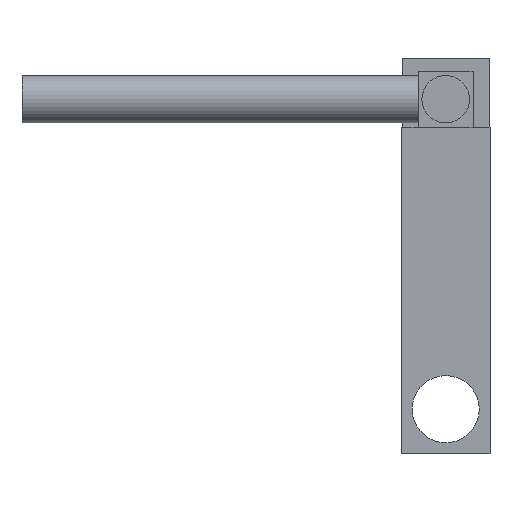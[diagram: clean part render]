
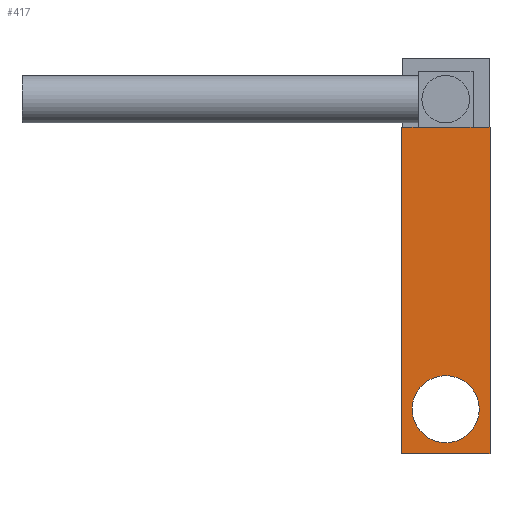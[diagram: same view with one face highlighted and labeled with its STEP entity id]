
A CAD part, left-side view. The second image highlights one B-rep face of the part: STEP entity #417.
In plain terms, the highlighted planar face has unit normal (-1, 0, 0).
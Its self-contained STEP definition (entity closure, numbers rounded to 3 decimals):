
#15=FACE_BOUND('',#74,.T.);
#26=PLANE('',#458);
#48=FACE_OUTER_BOUND('',#73,.T.);
#73=EDGE_LOOP('',(#316,#317,#318,#319,#320,#321));
#74=EDGE_LOOP('',(#322));
#104=LINE('',#615,#152);
#105=LINE('',#618,#153);
#109=LINE('',#627,#157);
#114=LINE('',#636,#162);
#115=LINE('',#638,#163);
#116=LINE('',#639,#164);
#152=VECTOR('',#498,10.);
#153=VECTOR('',#501,10.);
#157=VECTOR('',#507,10.);
#162=VECTOR('',#514,10.);
#163=VECTOR('',#517,10.);
#164=VECTOR('',#518,10.);
#196=CIRCLE('',#452,2.117);
#204=VERTEX_POINT('',#602);
#207=VERTEX_POINT('',#609);
#209=VERTEX_POINT('',#613);
#210=VERTEX_POINT('',#617);
#212=VERTEX_POINT('',#623);
#214=VERTEX_POINT('',#626);
#217=VERTEX_POINT('',#634);
#240=EDGE_CURVE('',#204,#204,#196,.T.);
#246=EDGE_CURVE('',#207,#209,#104,.T.);
#247=EDGE_CURVE('',#207,#210,#105,.T.);
#251=EDGE_CURVE('',#212,#214,#109,.T.);
#256=EDGE_CURVE('',#217,#212,#114,.T.);
#257=EDGE_CURVE('',#210,#217,#115,.T.);
#258=EDGE_CURVE('',#214,#209,#116,.T.);
#316=ORIENTED_EDGE('',*,*,#257,.F.);
#317=ORIENTED_EDGE('',*,*,#247,.F.);
#318=ORIENTED_EDGE('',*,*,#246,.T.);
#319=ORIENTED_EDGE('',*,*,#258,.F.);
#320=ORIENTED_EDGE('',*,*,#251,.F.);
#321=ORIENTED_EDGE('',*,*,#256,.F.);
#322=ORIENTED_EDGE('',*,*,#240,.T.);
#417=ADVANCED_FACE('',(#48,#15),#26,.T.);
#452=AXIS2_PLACEMENT_3D('',#603,#488,#489);
#458=AXIS2_PLACEMENT_3D('',#637,#515,#516);
#488=DIRECTION('center_axis',(1.,0.,0.));
#489=DIRECTION('ref_axis',(0.,-1.,0.));
#498=DIRECTION('',(0.,0.,-1.));
#501=DIRECTION('',(0.,-1.,0.));
#507=DIRECTION('',(0.,0.,-1.));
#514=DIRECTION('',(0.,-1.,0.));
#515=DIRECTION('center_axis',(-1.,0.,0.));
#516=DIRECTION('ref_axis',(0.,1.,0.));
#517=DIRECTION('',(0.,-1.,0.));
#518=DIRECTION('',(0.,1.,0.));
#602=CARTESIAN_POINT('',(-12.466,-54.933,-11.122));
#603=CARTESIAN_POINT('Origin',(-12.466,-57.05,-11.122));
#609=CARTESIAN_POINT('',(-12.466,-54.255,6.658));
#613=CARTESIAN_POINT('',(-12.466,-54.255,-13.922));
#615=CARTESIAN_POINT('',(-12.466,-54.255,6.658));
#617=CARTESIAN_POINT('',(-12.466,-55.326,6.658));
#618=CARTESIAN_POINT('',(-12.466,-54.255,6.658));
#623=CARTESIAN_POINT('',(-12.466,-59.845,6.658));
#626=CARTESIAN_POINT('',(-12.466,-59.845,-13.922));
#627=CARTESIAN_POINT('',(-12.466,-59.845,6.658));
#634=CARTESIAN_POINT('',(-12.466,-58.774,6.658));
#636=CARTESIAN_POINT('',(-12.466,-54.255,6.658));
#637=CARTESIAN_POINT('Origin',(-12.466,-58.774,6.658));
#638=CARTESIAN_POINT('',(-12.466,-57.05,6.658));
#639=CARTESIAN_POINT('',(-12.466,-54.255,-13.922));
